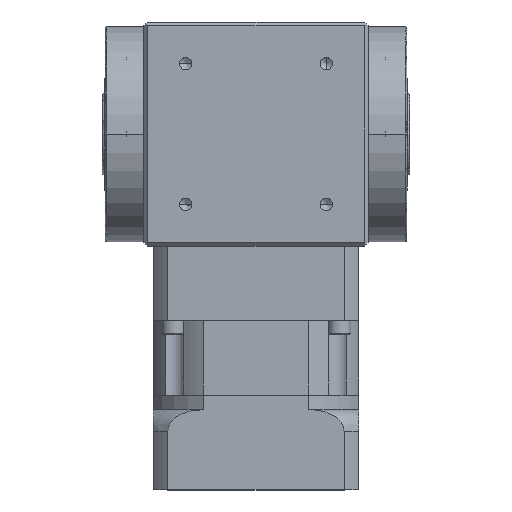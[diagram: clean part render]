
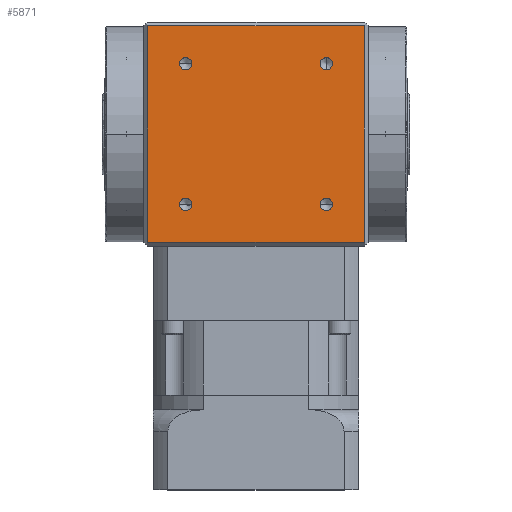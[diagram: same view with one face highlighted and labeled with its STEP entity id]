
A CAD part, top view. The second image highlights one B-rep face of the part: STEP entity #5871.
In plain terms, the highlighted planar face has unit normal (0, 0, 1).
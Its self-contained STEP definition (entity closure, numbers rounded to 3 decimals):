
#159 = ORIENTED_EDGE ( 'NONE', *, *, #6950, .F. ) ;
#532 = VERTEX_POINT ( 'NONE', #20477 ) ;
#972 = VERTEX_POINT ( 'NONE', #8136 ) ;
#1034 = CARTESIAN_POINT ( 'NONE',  ( -38.891, 154.009, 62. ) ) ;
#1171 = CARTESIAN_POINT ( 'NONE',  ( -38.891, 231.791, 62. ) ) ;
#2014 = CIRCLE ( 'NONE', #12954, 3.4 ) ;
#2533 = CARTESIAN_POINT ( 'NONE',  ( 59.887, 256.3, 62. ) ) ;
#2616 = LINE ( 'NONE', #11173, #19201 ) ;
#2631 = AXIS2_PLACEMENT_3D ( 'NONE', #5890, #20896, #8144 ) ;
#2817 = VECTOR ( 'NONE', #12767, 1000. ) ;
#2990 = ORIENTED_EDGE ( 'NONE', *, *, #17854, .F. ) ;
#3323 = LINE ( 'NONE', #9974, #9276 ) ;
#3447 = DIRECTION ( 'NONE',  ( 0., 0., 1. ) ) ;
#3816 = ORIENTED_EDGE ( 'NONE', *, *, #5263, .F. ) ;
#4149 = VECTOR ( 'NONE', #12114, 1000. ) ;
#4607 = CARTESIAN_POINT ( 'NONE',  ( 59.887, 136.3, 62. ) ) ;
#4611 = DIRECTION ( 'NONE',  ( 0., -1., 0. ) ) ;
#4703 = DIRECTION ( 'NONE',  ( 0., 0., 1. ) ) ;
#5047 = FACE_BOUND ( 'NONE', #20320, .T. ) ;
#5263 = EDGE_CURVE ( 'NONE', #20532, #24732, #3323, .T. ) ;
#5871 = ADVANCED_FACE ( 'NONE', ( #5047, #22868, #16558, #27216, #21530 ), #10948, .F. ) ;
#5890 = CARTESIAN_POINT ( 'NONE',  ( -38.891, 157.409, 62. ) ) ;
#6318 = DIRECTION ( 'NONE',  ( 0., 0., 1. ) ) ;
#6604 = AXIS2_PLACEMENT_3D ( 'NONE', #6619, #21605, #8876 ) ;
#6619 = CARTESIAN_POINT ( 'NONE',  ( -75., 258.3, 62. ) ) ;
#6921 = EDGE_CURVE ( 'NONE', #14542, #20532, #27055, .T. ) ;
#6950 = EDGE_CURVE ( 'NONE', #7908, #972, #20678, .T. ) ;
#7309 = EDGE_CURVE ( 'NONE', #24325, #9746, #7644, .T. ) ;
#7356 = ORIENTED_EDGE ( 'NONE', *, *, #10344, .F. ) ;
#7644 = CIRCLE ( 'NONE', #17584, 3.4 ) ;
#7908 = VERTEX_POINT ( 'NONE', #13730 ) ;
#8136 = CARTESIAN_POINT ( 'NONE',  ( 38.891, 231.791, 62. ) ) ;
#8144 = DIRECTION ( 'NONE',  ( 0., -1., 0. ) ) ;
#8876 = DIRECTION ( 'NONE',  ( 0., 1., 0. ) ) ;
#9229 = AXIS2_PLACEMENT_3D ( 'NONE', #13177, #28059, #15324 ) ;
#9276 = VECTOR ( 'NONE', #12097, 1000. ) ;
#9481 = ORIENTED_EDGE ( 'NONE', *, *, #7309, .F. ) ;
#9746 = VERTEX_POINT ( 'NONE', #17691 ) ;
#9974 = CARTESIAN_POINT ( 'NONE',  ( -59.887, 0., 62. ) ) ;
#9994 = CARTESIAN_POINT ( 'NONE',  ( -75., 136.3, 62. ) ) ;
#10208 = DIRECTION ( 'NONE',  ( 0., 0., 1. ) ) ;
#10337 = DIRECTION ( 'NONE',  ( 0., 0., 1. ) ) ;
#10344 = EDGE_CURVE ( 'NONE', #9746, #24325, #25151, .T. ) ;
#10594 = AXIS2_PLACEMENT_3D ( 'NONE', #11441, #26340, #13576 ) ;
#10948 = PLANE ( 'NONE',  #6604 ) ;
#10962 = EDGE_CURVE ( 'NONE', #24732, #21172, #20736, .T. ) ;
#11028 = AXIS2_PLACEMENT_3D ( 'NONE', #16482, #3447, #18583 ) ;
#11173 = CARTESIAN_POINT ( 'NONE',  ( 59.887, 0., 62. ) ) ;
#11441 = CARTESIAN_POINT ( 'NONE',  ( 38.891, 157.409, 62. ) ) ;
#12097 = DIRECTION ( 'NONE',  ( 0., 1., 0. ) ) ;
#12114 = DIRECTION ( 'NONE',  ( -1., 0., 0. ) ) ;
#12767 = DIRECTION ( 'NONE',  ( 1., 0., 0. ) ) ;
#12954 = AXIS2_PLACEMENT_3D ( 'NONE', #19151, #6318, #21310 ) ;
#13177 = CARTESIAN_POINT ( 'NONE',  ( -38.891, 235.191, 62. ) ) ;
#13187 = VERTEX_POINT ( 'NONE', #1171 ) ;
#13576 = DIRECTION ( 'NONE',  ( 0., -1., 0. ) ) ;
#13730 = CARTESIAN_POINT ( 'NONE',  ( 38.891, 238.591, 62. ) ) ;
#13816 = ORIENTED_EDGE ( 'NONE', *, *, #25248, .F. ) ;
#13830 = ORIENTED_EDGE ( 'NONE', *, *, #19998, .F. ) ;
#13977 = DIRECTION ( 'NONE',  ( 0., -1., 0. ) ) ;
#14542 = VERTEX_POINT ( 'NONE', #4607 ) ;
#14861 = ORIENTED_EDGE ( 'NONE', *, *, #6921, .F. ) ;
#15324 = DIRECTION ( 'NONE',  ( 0., -1., 0. ) ) ;
#15810 = AXIS2_PLACEMENT_3D ( 'NONE', #19239, #10208, #13977 ) ;
#16361 = ORIENTED_EDGE ( 'NONE', *, *, #22568, .F. ) ;
#16479 = CARTESIAN_POINT ( 'NONE',  ( 38.891, 154.009, 62. ) ) ;
#16482 = CARTESIAN_POINT ( 'NONE',  ( 38.891, 235.191, 62. ) ) ;
#16558 = FACE_BOUND ( 'NONE', #18127, .T. ) ;
#17289 = CIRCLE ( 'NONE', #24222, 3.4 ) ;
#17584 = AXIS2_PLACEMENT_3D ( 'NONE', #17642, #4703, #19772 ) ;
#17642 = CARTESIAN_POINT ( 'NONE',  ( 38.891, 157.409, 62. ) ) ;
#17691 = CARTESIAN_POINT ( 'NONE',  ( 38.891, 160.809, 62. ) ) ;
#17854 = EDGE_CURVE ( 'NONE', #21172, #14542, #2616, .T. ) ;
#18127 = EDGE_LOOP ( 'NONE', ( #9481, #7356 ) ) ;
#18583 = DIRECTION ( 'NONE',  ( 0., -1., 0. ) ) ;
#18621 = EDGE_LOOP ( 'NONE', ( #13816, #159 ) ) ;
#19151 = CARTESIAN_POINT ( 'NONE',  ( 38.891, 235.191, 62. ) ) ;
#19201 = VECTOR ( 'NONE', #4611, 1000. ) ;
#19239 = CARTESIAN_POINT ( 'NONE',  ( -38.891, 157.409, 62. ) ) ;
#19772 = DIRECTION ( 'NONE',  ( 0., -1., 0. ) ) ;
#19895 = EDGE_LOOP ( 'NONE', ( #2990, #27131, #3816, #14861 ) ) ;
#19949 = EDGE_LOOP ( 'NONE', ( #13830, #20660 ) ) ;
#19964 = CIRCLE ( 'NONE', #9229, 3.4 ) ;
#19998 = EDGE_CURVE ( 'NONE', #23428, #20536, #26767, .T. ) ;
#20320 = EDGE_LOOP ( 'NONE', ( #16361, #26547 ) ) ;
#20477 = CARTESIAN_POINT ( 'NONE',  ( -38.891, 238.591, 62. ) ) ;
#20532 = VERTEX_POINT ( 'NONE', #24105 ) ;
#20536 = VERTEX_POINT ( 'NONE', #26254 ) ;
#20660 = ORIENTED_EDGE ( 'NONE', *, *, #25281, .F. ) ;
#20678 = CIRCLE ( 'NONE', #11028, 3.4 ) ;
#20736 = LINE ( 'NONE', #21301, #2817 ) ;
#20896 = DIRECTION ( 'NONE',  ( 0., 0., 1. ) ) ;
#21172 = VERTEX_POINT ( 'NONE', #2533 ) ;
#21301 = CARTESIAN_POINT ( 'NONE',  ( -75., 256.3, 62. ) ) ;
#21310 = DIRECTION ( 'NONE',  ( 0., -1., 0. ) ) ;
#21530 = FACE_OUTER_BOUND ( 'NONE', #19895, .T. ) ;
#21570 = EDGE_CURVE ( 'NONE', #532, #13187, #19964, .T. ) ;
#21605 = DIRECTION ( 'NONE',  ( 0., 0., -1. ) ) ;
#22568 = EDGE_CURVE ( 'NONE', #13187, #532, #17289, .T. ) ;
#22868 = FACE_BOUND ( 'NONE', #18621, .T. ) ;
#23038 = CARTESIAN_POINT ( 'NONE',  ( -38.891, 235.191, 62. ) ) ;
#23428 = VERTEX_POINT ( 'NONE', #1034 ) ;
#23667 = CIRCLE ( 'NONE', #15810, 3.4 ) ;
#24105 = CARTESIAN_POINT ( 'NONE',  ( -59.887, 136.3, 62. ) ) ;
#24222 = AXIS2_PLACEMENT_3D ( 'NONE', #23038, #10337, #25206 ) ;
#24325 = VERTEX_POINT ( 'NONE', #16479 ) ;
#24732 = VERTEX_POINT ( 'NONE', #25919 ) ;
#25151 = CIRCLE ( 'NONE', #10594, 3.4 ) ;
#25206 = DIRECTION ( 'NONE',  ( 0., -1., 0. ) ) ;
#25248 = EDGE_CURVE ( 'NONE', #972, #7908, #2014, .T. ) ;
#25281 = EDGE_CURVE ( 'NONE', #20536, #23428, #23667, .T. ) ;
#25919 = CARTESIAN_POINT ( 'NONE',  ( -59.887, 256.3, 62. ) ) ;
#26254 = CARTESIAN_POINT ( 'NONE',  ( -38.891, 160.809, 62. ) ) ;
#26340 = DIRECTION ( 'NONE',  ( 0., 0., 1. ) ) ;
#26547 = ORIENTED_EDGE ( 'NONE', *, *, #21570, .F. ) ;
#26767 = CIRCLE ( 'NONE', #2631, 3.4 ) ;
#27055 = LINE ( 'NONE', #9994, #4149 ) ;
#27131 = ORIENTED_EDGE ( 'NONE', *, *, #10962, .F. ) ;
#27216 = FACE_BOUND ( 'NONE', #19949, .T. ) ;
#28059 = DIRECTION ( 'NONE',  ( 0., 0., 1. ) ) ;
